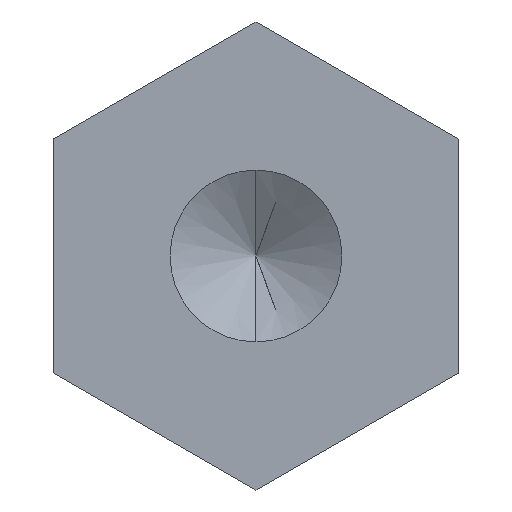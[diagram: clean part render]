
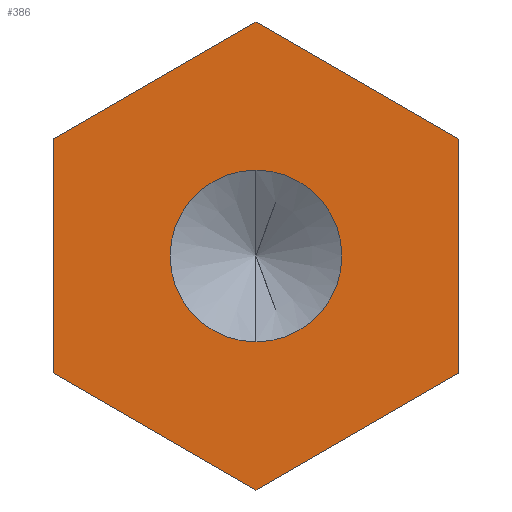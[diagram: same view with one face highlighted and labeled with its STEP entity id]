
A CAD part, left-side view. The second image highlights one B-rep face of the part: STEP entity #386.
In plain terms, the highlighted planar face has unit normal (-1, 0, 0).
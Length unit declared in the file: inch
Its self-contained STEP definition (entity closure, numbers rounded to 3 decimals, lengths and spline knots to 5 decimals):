
#5 = FACE_BOUND ( 'NONE', #195, .T. ) ;
#15 = VERTEX_POINT ( 'NONE', #177 ) ;
#26 = LINE ( 'NONE', #220, #151 ) ;
#27 = EDGE_CURVE ( 'NONE', #446, #346, #219, .T. ) ;
#35 = DIRECTION ( 'NONE',  ( 0., 0., 1. ) ) ;
#38 = LINE ( 'NONE', #441, #424 ) ;
#44 = ORIENTED_EDGE ( 'NONE', *, *, #464, .F. ) ;
#60 = CARTESIAN_POINT ( 'NONE',  ( -4., 0., 0. ) ) ;
#61 = CARTESIAN_POINT ( 'NONE',  ( -4., 0., -0.21651 ) ) ;
#67 = DIRECTION ( 'NONE',  ( 0., -0.866, 0.5 ) ) ;
#71 = EDGE_CURVE ( 'NONE', #240, #15, #285, .T. ) ;
#79 = DIRECTION ( 'NONE',  ( 0., 0., -1. ) ) ;
#81 = VERTEX_POINT ( 'NONE', #470 ) ;
#100 = DIRECTION ( 'NONE',  ( -1., 0., 0. ) ) ;
#103 = CARTESIAN_POINT ( 'NONE',  ( -4., 0., 0.21651 ) ) ;
#113 = CARTESIAN_POINT ( 'NONE',  ( -4., 0., 0. ) ) ;
#116 = EDGE_CURVE ( 'NONE', #440, #207, #307, .T. ) ;
#117 = DIRECTION ( 'NONE',  ( 0., 0., 1. ) ) ;
#120 = CARTESIAN_POINT ( 'NONE',  ( -4., -0.1875, 0.10825 ) ) ;
#131 = DIRECTION ( 'NONE',  ( 0., 0., 1. ) ) ;
#132 = CARTESIAN_POINT ( 'NONE',  ( -4., 0.1875, 0.10825 ) ) ;
#148 = DIRECTION ( 'NONE',  ( 0., -0.866, -0.5 ) ) ;
#150 = FACE_OUTER_BOUND ( 'NONE', #460, .T. ) ;
#151 = VECTOR ( 'NONE', #176, 39.37008 ) ;
#156 = EDGE_CURVE ( 'NONE', #207, #398, #309, .T. ) ;
#158 = ORIENTED_EDGE ( 'NONE', *, *, #227, .F. ) ;
#176 = DIRECTION ( 'NONE',  ( 0., 0.866, -0.5 ) ) ;
#177 = CARTESIAN_POINT ( 'NONE',  ( -4., 0., 0.0795 ) ) ;
#195 = EDGE_LOOP ( 'NONE', ( #158, #482 ) ) ;
#203 = EDGE_CURVE ( 'NONE', #398, #81, #311, .T. ) ;
#205 = CIRCLE ( 'NONE', #382, 0.0795 ) ;
#207 = VERTEX_POINT ( 'NONE', #103 ) ;
#213 = VECTOR ( 'NONE', #394, 39.37008 ) ;
#219 = LINE ( 'NONE', #61, #229 ) ;
#220 = CARTESIAN_POINT ( 'NONE',  ( -4., -0.1875, -0.10825 ) ) ;
#227 = EDGE_CURVE ( 'NONE', #15, #240, #205, .T. ) ;
#229 = VECTOR ( 'NONE', #434, 39.37008 ) ;
#237 = VECTOR ( 'NONE', #148, 39.37008 ) ;
#240 = VERTEX_POINT ( 'NONE', #271 ) ;
#243 = EDGE_CURVE ( 'NONE', #346, #440, #38, .T. ) ;
#271 = CARTESIAN_POINT ( 'NONE',  ( -4., 0., -0.0795 ) ) ;
#285 = CIRCLE ( 'NONE', #508, 0.0795 ) ;
#303 = CARTESIAN_POINT ( 'NONE',  ( -4., 0., 0.21651 ) ) ;
#307 = LINE ( 'NONE', #429, #354 ) ;
#309 = LINE ( 'NONE', #303, #237 ) ;
#311 = LINE ( 'NONE', #433, #213 ) ;
#317 = ORIENTED_EDGE ( 'NONE', *, *, #156, .F. ) ;
#324 = PLANE ( 'NONE',  #338 ) ;
#326 = DIRECTION ( 'NONE',  ( 1., 0., 0. ) ) ;
#338 = AXIS2_PLACEMENT_3D ( 'NONE', #113, #326, #79 ) ;
#346 = VERTEX_POINT ( 'NONE', #366 ) ;
#354 = VECTOR ( 'NONE', #67, 39.37008 ) ;
#366 = CARTESIAN_POINT ( 'NONE',  ( -4., 0.1875, -0.10825 ) ) ;
#367 = ORIENTED_EDGE ( 'NONE', *, *, #203, .F. ) ;
#381 = CARTESIAN_POINT ( 'NONE',  ( -4., 0., -0.21651 ) ) ;
#382 = AXIS2_PLACEMENT_3D ( 'NONE', #405, #396, #35 ) ;
#386 = ADVANCED_FACE ( 'NONE', ( #5, #150 ), #324, .F. ) ;
#394 = DIRECTION ( 'NONE',  ( 0., 0., -1. ) ) ;
#396 = DIRECTION ( 'NONE',  ( -1., 0., 0. ) ) ;
#398 = VERTEX_POINT ( 'NONE', #120 ) ;
#405 = CARTESIAN_POINT ( 'NONE',  ( -4., 0., 0. ) ) ;
#424 = VECTOR ( 'NONE', #117, 39.37008 ) ;
#429 = CARTESIAN_POINT ( 'NONE',  ( -4., 0.1875, 0.10825 ) ) ;
#433 = CARTESIAN_POINT ( 'NONE',  ( -4., -0.1875, 0.10825 ) ) ;
#434 = DIRECTION ( 'NONE',  ( 0., 0.866, 0.5 ) ) ;
#440 = VERTEX_POINT ( 'NONE', #132 ) ;
#441 = CARTESIAN_POINT ( 'NONE',  ( -4., 0.1875, -0.10825 ) ) ;
#446 = VERTEX_POINT ( 'NONE', #381 ) ;
#460 = EDGE_LOOP ( 'NONE', ( #44, #367, #317, #496, #488, #499 ) ) ;
#464 = EDGE_CURVE ( 'NONE', #81, #446, #26, .T. ) ;
#470 = CARTESIAN_POINT ( 'NONE',  ( -4., -0.1875, -0.10825 ) ) ;
#482 = ORIENTED_EDGE ( 'NONE', *, *, #71, .F. ) ;
#488 = ORIENTED_EDGE ( 'NONE', *, *, #243, .F. ) ;
#496 = ORIENTED_EDGE ( 'NONE', *, *, #116, .F. ) ;
#499 = ORIENTED_EDGE ( 'NONE', *, *, #27, .F. ) ;
#508 = AXIS2_PLACEMENT_3D ( 'NONE', #60, #100, #131 ) ;
